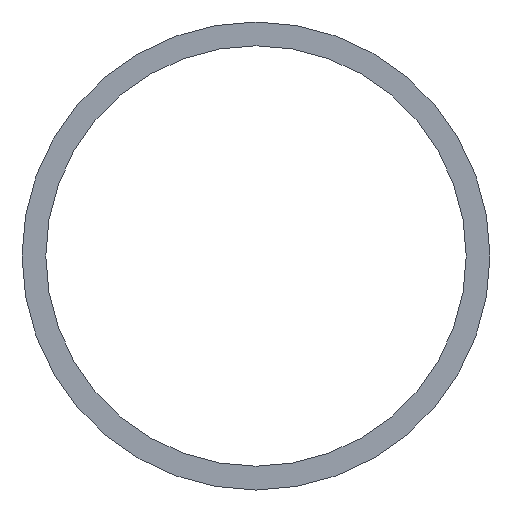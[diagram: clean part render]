
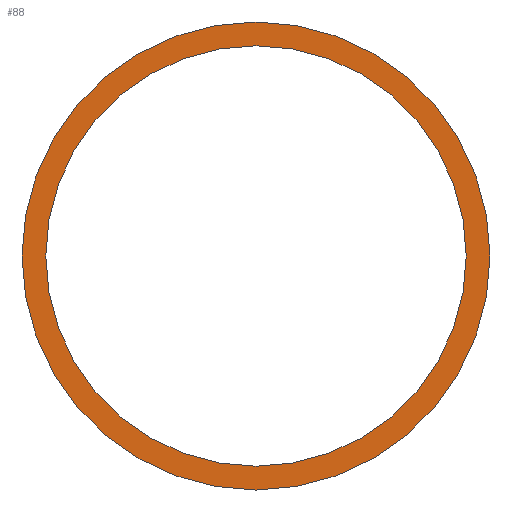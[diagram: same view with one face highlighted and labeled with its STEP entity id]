
A CAD part, front view. The second image highlights one B-rep face of the part: STEP entity #88.
In plain terms, the highlighted planar face has unit normal (0, -1, 0).
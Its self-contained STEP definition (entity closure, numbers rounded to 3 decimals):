
#16=FACE_BOUND('',#33,.T.);
#19=PLANE('',#102);
#25=FACE_OUTER_BOUND('',#32,.T.);
#32=EDGE_LOOP('',(#77));
#33=EDGE_LOOP('',(#78));
#45=CIRCLE('',#98,28.301);
#47=CIRCLE('',#101,31.5);
#51=VERTEX_POINT('',#144);
#53=VERTEX_POINT('',#150);
#58=EDGE_CURVE('',#51,#51,#45,.T.);
#61=EDGE_CURVE('',#53,#53,#47,.T.);
#77=ORIENTED_EDGE('',*,*,#61,.T.);
#78=ORIENTED_EDGE('',*,*,#58,.T.);
#88=ADVANCED_FACE('',(#25,#16),#19,.T.);
#98=AXIS2_PLACEMENT_3D('',#145,#119,#120);
#101=AXIS2_PLACEMENT_3D('',#151,#126,#127);
#102=AXIS2_PLACEMENT_3D('',#153,#129,#130);
#119=DIRECTION('center_axis',(0.,1.,0.));
#120=DIRECTION('ref_axis',(1.,0.,0.));
#126=DIRECTION('center_axis',(0.,-1.,0.));
#127=DIRECTION('ref_axis',(1.,0.,0.));
#129=DIRECTION('center_axis',(0.,-1.,0.));
#130=DIRECTION('ref_axis',(1.,0.,0.));
#144=CARTESIAN_POINT('',(-28.299,-46.912,88.635));
#145=CARTESIAN_POINT('Origin',(0.002,-46.912,88.635));
#150=CARTESIAN_POINT('',(-31.498,-46.912,88.635));
#151=CARTESIAN_POINT('Origin',(0.002,-46.912,88.635));
#153=CARTESIAN_POINT('Origin',(0.002,-46.912,88.635));
